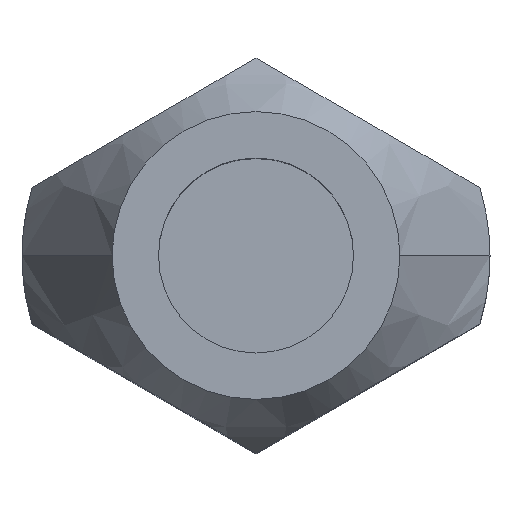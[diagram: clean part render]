
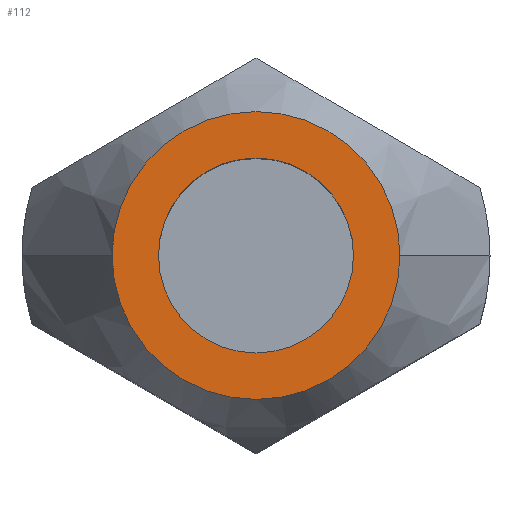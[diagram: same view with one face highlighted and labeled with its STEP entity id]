
A CAD part, top view. The second image highlights one B-rep face of the part: STEP entity #112.
In plain terms, the highlighted planar face has unit normal (0, 0, 1).
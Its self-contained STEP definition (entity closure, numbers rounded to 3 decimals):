
#11 = DIRECTION ( 'NONE',  ( -1., 0., 0. ) ) ;
#18 = AXIS2_PLACEMENT_3D ( 'NONE', #589, #293, #239 ) ;
#46 = AXIS2_PLACEMENT_3D ( 'NONE', #571, #133, #196 ) ;
#61 = CIRCLE ( 'NONE', #46, 3.691 ) ;
#90 = CARTESIAN_POINT ( 'NONE',  ( -3.691, 0., 12. ) ) ;
#102 = VERTEX_POINT ( 'NONE', #346 ) ;
#105 = EDGE_CURVE ( 'NONE', #695, #102, #118, .T. ) ;
#112 = ADVANCED_FACE ( 'NONE', ( #369, #644 ), #254, .F. ) ;
#118 = CIRCLE ( 'NONE', #18, 2.5 ) ;
#122 = CARTESIAN_POINT ( 'NONE',  ( 3.691, 0., 12. ) ) ;
#123 = CARTESIAN_POINT ( 'NONE',  ( 0., 0., 12. ) ) ;
#132 = DIRECTION ( 'NONE',  ( 1., 0., 0. ) ) ;
#133 = DIRECTION ( 'NONE',  ( 0., 0., 1. ) ) ;
#164 = ORIENTED_EDGE ( 'NONE', *, *, #530, .F. ) ;
#171 = EDGE_LOOP ( 'NONE', ( #335, #164 ) ) ;
#196 = DIRECTION ( 'NONE',  ( 1., 0., 0. ) ) ;
#239 = DIRECTION ( 'NONE',  ( 1., 0., 0. ) ) ;
#254 = PLANE ( 'NONE',  #449 ) ;
#293 = DIRECTION ( 'NONE',  ( 0., 0., 1. ) ) ;
#295 = CIRCLE ( 'NONE', #343, 2.5 ) ;
#335 = ORIENTED_EDGE ( 'NONE', *, *, #105, .F. ) ;
#336 = CARTESIAN_POINT ( 'NONE',  ( 0., 0., 12. ) ) ;
#343 = AXIS2_PLACEMENT_3D ( 'NONE', #123, #425, #132 ) ;
#346 = CARTESIAN_POINT ( 'NONE',  ( -2.5, 0., 12. ) ) ;
#369 = FACE_BOUND ( 'NONE', #171, .T. ) ;
#393 = DIRECTION ( 'NONE',  ( 0., 0., 1. ) ) ;
#425 = DIRECTION ( 'NONE',  ( 0., 0., 1. ) ) ;
#449 = AXIS2_PLACEMENT_3D ( 'NONE', #122, #653, #11 ) ;
#460 = EDGE_LOOP ( 'NONE', ( #701, #746 ) ) ;
#498 = CIRCLE ( 'NONE', #598, 3.691 ) ;
#530 = EDGE_CURVE ( 'NONE', #102, #695, #295, .T. ) ;
#539 = EDGE_CURVE ( 'NONE', #677, #613, #61, .T. ) ;
#571 = CARTESIAN_POINT ( 'NONE',  ( 0., 0., 12. ) ) ;
#589 = CARTESIAN_POINT ( 'NONE',  ( 0., 0., 12. ) ) ;
#591 = CARTESIAN_POINT ( 'NONE',  ( 3.691, 0., 12. ) ) ;
#598 = AXIS2_PLACEMENT_3D ( 'NONE', #336, #393, #753 ) ;
#613 = VERTEX_POINT ( 'NONE', #90 ) ;
#644 = FACE_OUTER_BOUND ( 'NONE', #460, .T. ) ;
#653 = DIRECTION ( 'NONE',  ( 0., 0., -1. ) ) ;
#676 = EDGE_CURVE ( 'NONE', #613, #677, #498, .T. ) ;
#677 = VERTEX_POINT ( 'NONE', #591 ) ;
#695 = VERTEX_POINT ( 'NONE', #705 ) ;
#701 = ORIENTED_EDGE ( 'NONE', *, *, #676, .T. ) ;
#705 = CARTESIAN_POINT ( 'NONE',  ( 2.5, 0., 12. ) ) ;
#746 = ORIENTED_EDGE ( 'NONE', *, *, #539, .T. ) ;
#753 = DIRECTION ( 'NONE',  ( 1., 0., 0. ) ) ;
